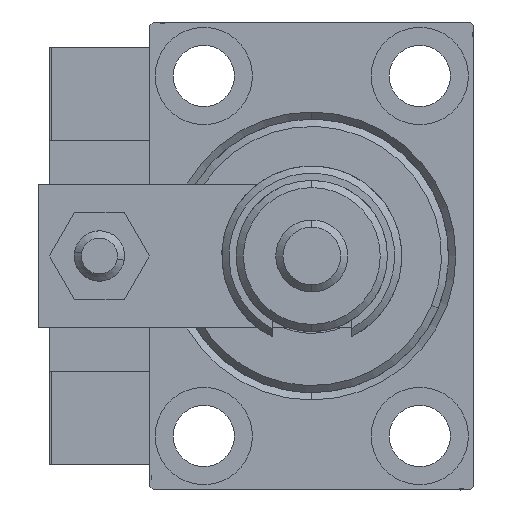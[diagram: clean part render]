
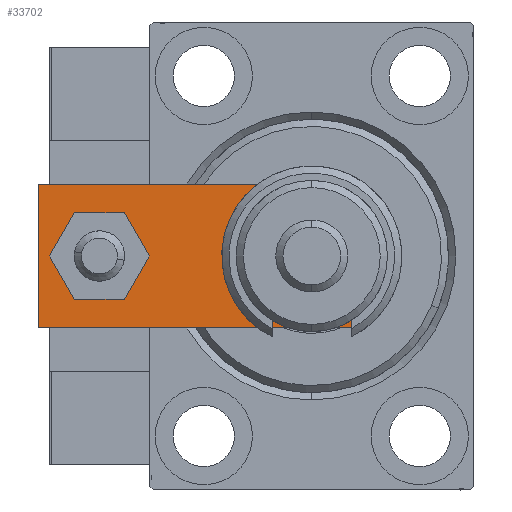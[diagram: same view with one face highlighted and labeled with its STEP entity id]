
A CAD part, left-side view. The second image highlights one B-rep face of the part: STEP entity #33702.
In plain terms, the highlighted face is planar.
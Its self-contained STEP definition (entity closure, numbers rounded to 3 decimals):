
#128 = DIRECTION ( 'NONE',  ( 0., 0., 1. ) ) ;
#140 = ORIENTED_EDGE ( 'NONE', *, *, #37199, .T. ) ;
#1040 = EDGE_CURVE ( 'NONE', #32503, #13785, #1918, .T. ) ;
#1427 = EDGE_CURVE ( 'NONE', #51842, #44864, #36914, .T. ) ;
#1451 = DIRECTION ( 'NONE',  ( 0.707, -0.707, 0. ) ) ;
#1627 = ORIENTED_EDGE ( 'NONE', *, *, #8851, .T. ) ;
#1918 = CIRCLE ( 'NONE', #3646, 4. ) ;
#1925 = DIRECTION ( 'NONE',  ( 0., 0., 1. ) ) ;
#2072 = ORIENTED_EDGE ( 'NONE', *, *, #33226, .T. ) ;
#3036 = LINE ( 'NONE', #23661, #8990 ) ;
#3601 = CIRCLE ( 'NONE', #33528, 7.25 ) ;
#3646 = AXIS2_PLACEMENT_3D ( 'NONE', #34505, #25700, #39059 ) ;
#4367 = ORIENTED_EDGE ( 'NONE', *, *, #47103, .F. ) ;
#5073 = FACE_BOUND ( 'NONE', #7070, .T. ) ;
#5723 = CARTESIAN_POINT ( 'NONE',  ( -10., 48., 6. ) ) ;
#7070 = EDGE_LOOP ( 'NONE', ( #49271, #18783 ) ) ;
#7071 = VERTEX_POINT ( 'NONE', #22837 ) ;
#7761 = LINE ( 'NONE', #40164, #8952 ) ;
#7901 = DIRECTION ( 'NONE',  ( 1., 0., 0. ) ) ;
#8312 = ORIENTED_EDGE ( 'NONE', *, *, #1427, .F. ) ;
#8851 = EDGE_CURVE ( 'NONE', #30702, #28482, #10858, .T. ) ;
#8952 = VECTOR ( 'NONE', #44958, 1000. ) ;
#8990 = VECTOR ( 'NONE', #15077, 1000. ) ;
#9580 = EDGE_CURVE ( 'NONE', #7071, #30702, #7761, .T. ) ;
#10013 = EDGE_CURVE ( 'NONE', #28482, #13091, #3036, .T. ) ;
#10858 = LINE ( 'NONE', #51261, #15792 ) ;
#12885 = CARTESIAN_POINT ( 'NONE',  ( -5.76, 0., 6. ) ) ;
#13050 = VERTEX_POINT ( 'NONE', #21274 ) ;
#13091 = VERTEX_POINT ( 'NONE', #5723 ) ;
#13785 = VERTEX_POINT ( 'NONE', #36373 ) ;
#15070 = CARTESIAN_POINT ( 'NONE',  ( -4., 39.5, 6. ) ) ;
#15077 = DIRECTION ( 'NONE',  ( -1., 0., 0. ) ) ;
#15614 = VERTEX_POINT ( 'NONE', #12885 ) ;
#15792 = VECTOR ( 'NONE', #19151, 1000. ) ;
#16318 = CARTESIAN_POINT ( 'NONE',  ( -10., 48., 6. ) ) ;
#17393 = FACE_OUTER_BOUND ( 'NONE', #26709, .T. ) ;
#17448 = EDGE_CURVE ( 'NONE', #15614, #7071, #37614, .T. ) ;
#18046 = LINE ( 'NONE', #50691, #35478 ) ;
#18783 = ORIENTED_EDGE ( 'NONE', *, *, #40700, .F. ) ;
#19151 = DIRECTION ( 'NONE',  ( 0., 1., 0. ) ) ;
#20262 = CARTESIAN_POINT ( 'NONE',  ( -7.25, 10., 6. ) ) ;
#20273 = VECTOR ( 'NONE', #49906, 1000. ) ;
#20498 = CARTESIAN_POINT ( 'NONE',  ( 0., 10., 6. ) ) ;
#21274 = CARTESIAN_POINT ( 'NONE',  ( -10., 4.24, 6. ) ) ;
#22653 = DIRECTION ( 'NONE',  ( 0., 0., 1. ) ) ;
#22837 = CARTESIAN_POINT ( 'NONE',  ( 5.76, 0., 6. ) ) ;
#23661 = CARTESIAN_POINT ( 'NONE',  ( 10., 48., 6. ) ) ;
#25700 = DIRECTION ( 'NONE',  ( 0., 0., 1. ) ) ;
#26080 = AXIS2_PLACEMENT_3D ( 'NONE', #33730, #46025, #49250 ) ;
#26709 = EDGE_LOOP ( 'NONE', ( #140, #2072, #37844, #26840, #1627, #33961 ) ) ;
#26840 = ORIENTED_EDGE ( 'NONE', *, *, #9580, .T. ) ;
#28482 = VERTEX_POINT ( 'NONE', #28912 ) ;
#28912 = CARTESIAN_POINT ( 'NONE',  ( 10., 48., 6. ) ) ;
#29726 = FACE_BOUND ( 'NONE', #34658, .T. ) ;
#30702 = VERTEX_POINT ( 'NONE', #48443 ) ;
#31113 = CARTESIAN_POINT ( 'NONE',  ( 0., 10., 6. ) ) ;
#31769 = AXIS2_PLACEMENT_3D ( 'NONE', #20498, #128, #7901 ) ;
#32503 = VERTEX_POINT ( 'NONE', #15070 ) ;
#33226 = EDGE_CURVE ( 'NONE', #13050, #15614, #18046, .T. ) ;
#33528 = AXIS2_PLACEMENT_3D ( 'NONE', #31113, #1925, #39676 ) ;
#33596 = CARTESIAN_POINT ( 'NONE',  ( -10., 0., 6. ) ) ;
#33702 = ADVANCED_FACE ( 'NONE', ( #5073, #17393, #29726 ), #49764, .T. ) ;
#33730 = CARTESIAN_POINT ( 'NONE',  ( 0., 0., 6. ) ) ;
#33961 = ORIENTED_EDGE ( 'NONE', *, *, #10013, .T. ) ;
#34505 = CARTESIAN_POINT ( 'NONE',  ( 0., 39.5, 6. ) ) ;
#34658 = EDGE_LOOP ( 'NONE', ( #4367, #8312 ) ) ;
#35478 = VECTOR ( 'NONE', #1451, 1000. ) ;
#36373 = CARTESIAN_POINT ( 'NONE',  ( 4., 39.5, 6. ) ) ;
#36914 = CIRCLE ( 'NONE', #31769, 7.25 ) ;
#37199 = EDGE_CURVE ( 'NONE', #13091, #13050, #52750, .T. ) ;
#37614 = LINE ( 'NONE', #33596, #20273 ) ;
#37844 = ORIENTED_EDGE ( 'NONE', *, *, #17448, .T. ) ;
#39059 = DIRECTION ( 'NONE',  ( 1., 0., 0. ) ) ;
#39676 = DIRECTION ( 'NONE',  ( 1., 0., 0. ) ) ;
#40164 = CARTESIAN_POINT ( 'NONE',  ( 2.88, -2.88, 6. ) ) ;
#40700 = EDGE_CURVE ( 'NONE', #13785, #32503, #52820, .T. ) ;
#41443 = CARTESIAN_POINT ( 'NONE',  ( 7.25, 10., 6. ) ) ;
#42443 = VECTOR ( 'NONE', #44952, 1000. ) ;
#42968 = DIRECTION ( 'NONE',  ( 1., 0., 0. ) ) ;
#44236 = AXIS2_PLACEMENT_3D ( 'NONE', #46720, #22653, #42968 ) ;
#44864 = VERTEX_POINT ( 'NONE', #20262 ) ;
#44952 = DIRECTION ( 'NONE',  ( 0., -1., 0. ) ) ;
#44958 = DIRECTION ( 'NONE',  ( 0.707, 0.707, 0. ) ) ;
#46025 = DIRECTION ( 'NONE',  ( 0., 0., 1. ) ) ;
#46720 = CARTESIAN_POINT ( 'NONE',  ( 0., 39.5, 6. ) ) ;
#47103 = EDGE_CURVE ( 'NONE', #44864, #51842, #3601, .T. ) ;
#48443 = CARTESIAN_POINT ( 'NONE',  ( 10., 4.24, 6. ) ) ;
#49250 = DIRECTION ( 'NONE',  ( 1., 0., 0. ) ) ;
#49271 = ORIENTED_EDGE ( 'NONE', *, *, #1040, .F. ) ;
#49764 = PLANE ( 'NONE',  #26080 ) ;
#49906 = DIRECTION ( 'NONE',  ( 1., 0., 0. ) ) ;
#50691 = CARTESIAN_POINT ( 'NONE',  ( -2.88, -2.88, 6. ) ) ;
#51261 = CARTESIAN_POINT ( 'NONE',  ( 10., 0., 6. ) ) ;
#51842 = VERTEX_POINT ( 'NONE', #41443 ) ;
#52750 = LINE ( 'NONE', #16318, #42443 ) ;
#52820 = CIRCLE ( 'NONE', #44236, 4. ) ;
